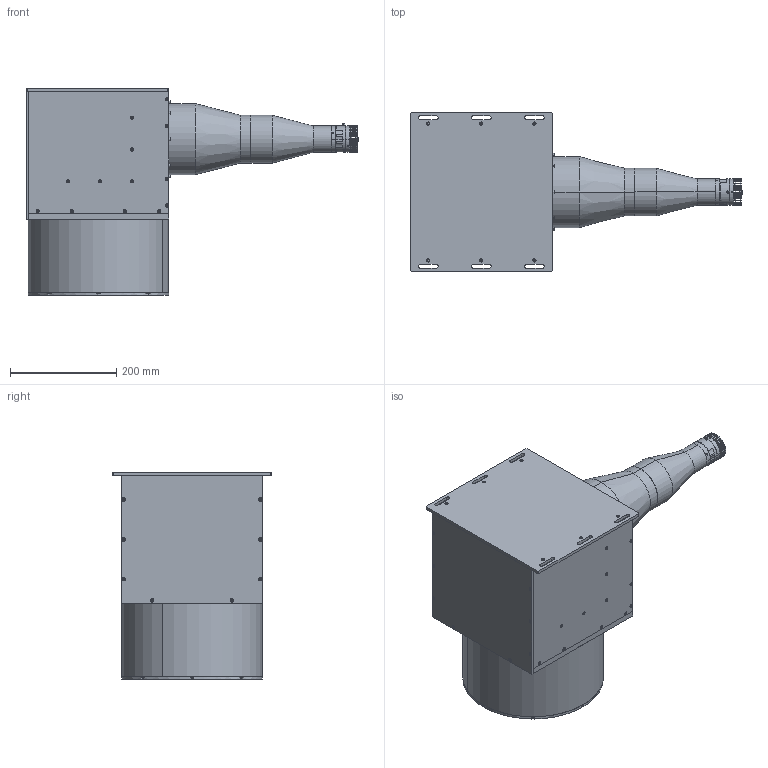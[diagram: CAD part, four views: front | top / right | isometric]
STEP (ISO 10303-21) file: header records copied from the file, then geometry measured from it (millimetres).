
FILE_DESCRIPTION (( 'STEP AP203' ), '1' );
FILE_NAME ('XF-PTI238-L90-(C).STEP', '2020-01-08T05:37:44', ( 'puyufan' ), ( '' ), 'SwSTEP 2.0', 'SolidWorks 2014', '' );
FILE_SCHEMA (( 'CONFIG_CONTROL_DESIGN' ));
Length unit declared in the file: millimetre
Products named in the file (1): XF-PTI238-L90-(C)
Bounding box: 625.68 x 300 x 390 mm (x, y, z)
Surface area: 773855.1 mm2 (no closed solid volume)
Topology: 0 solids, 106 shells, 651 faces, 2391 edges, 1796 vertices
Faces by surface type: plane 274, cylinder 207, torus 98, cone 70, sphere 2
Entity records: 27311 total; most frequent: CARTESIAN_POINT 6688, DIRECTION 4575, ORIENTED_EDGE 3433, EDGE_CURVE 2355, VERTEX_POINT 1796, AXIS2_PLACEMENT_3D 1644, VECTOR 1287, LINE 1287
